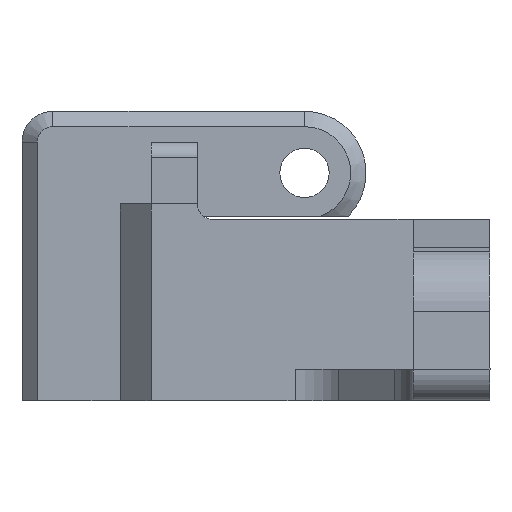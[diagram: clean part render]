
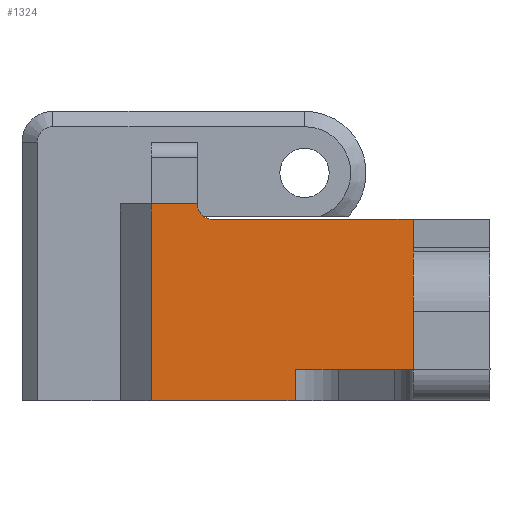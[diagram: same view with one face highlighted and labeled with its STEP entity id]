
A CAD part, left-side view. The second image highlights one B-rep face of the part: STEP entity #1324.
In plain terms, the highlighted planar face has unit normal (-1, 0, 0).
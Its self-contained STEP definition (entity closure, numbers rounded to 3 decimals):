
#49=PLANE('',#1445);
#107=FACE_OUTER_BOUND('',#187,.T.);
#187=EDGE_LOOP('',(#1068,#1069,#1070,#1071,#1072,#1073,#1074,#1075,#1076));
#240=LINE('',#1928,#382);
#269=LINE('',#2020,#411);
#284=LINE('',#2057,#426);
#294=LINE('',#2085,#436);
#307=LINE('',#2119,#449);
#308=LINE('',#2122,#450);
#309=LINE('',#2125,#451);
#310=LINE('',#2126,#452);
#382=VECTOR('',#1535,10.);
#411=VECTOR('',#1612,10.);
#426=VECTOR('',#1641,10.);
#436=VECTOR('',#1671,10.);
#449=VECTOR('',#1710,10.);
#450=VECTOR('',#1713,10.);
#451=VECTOR('',#1716,10.);
#452=VECTOR('',#1717,10.);
#547=CIRCLE('',#1446,1.);
#579=VERTEX_POINT('',#1925);
#580=VERTEX_POINT('',#1927);
#615=VERTEX_POINT('',#2017);
#616=VERTEX_POINT('',#2019);
#630=VERTEX_POINT('',#2054);
#631=VERTEX_POINT('',#2056);
#639=VERTEX_POINT('',#2083);
#648=VERTEX_POINT('',#2121);
#649=VERTEX_POINT('',#2124);
#709=EDGE_CURVE('',#580,#579,#240,.T.);
#754=EDGE_CURVE('',#615,#616,#269,.T.);
#772=EDGE_CURVE('',#631,#630,#284,.T.);
#787=EDGE_CURVE('',#639,#579,#294,.T.);
#804=EDGE_CURVE('',#639,#631,#307,.T.);
#805=EDGE_CURVE('',#630,#648,#308,.T.);
#806=EDGE_CURVE('',#616,#648,#547,.T.);
#807=EDGE_CURVE('',#649,#615,#309,.F.);
#808=EDGE_CURVE('',#649,#580,#310,.T.);
#1068=ORIENTED_EDGE('',*,*,#787,.F.);
#1069=ORIENTED_EDGE('',*,*,#804,.T.);
#1070=ORIENTED_EDGE('',*,*,#772,.T.);
#1071=ORIENTED_EDGE('',*,*,#805,.T.);
#1072=ORIENTED_EDGE('',*,*,#806,.F.);
#1073=ORIENTED_EDGE('',*,*,#754,.F.);
#1074=ORIENTED_EDGE('',*,*,#807,.F.);
#1075=ORIENTED_EDGE('',*,*,#808,.T.);
#1076=ORIENTED_EDGE('',*,*,#709,.T.);
#1324=ADVANCED_FACE('',(#107),#49,.T.);
#1445=AXIS2_PLACEMENT_3D('',#2120,#1711,#1712);
#1446=AXIS2_PLACEMENT_3D('',#2123,#1714,#1715);
#1535=DIRECTION('',(0.,-1.,0.));
#1612=DIRECTION('',(0.,0.,-1.));
#1641=DIRECTION('',(0.,0.,1.));
#1671=DIRECTION('',(0.,0.,-1.));
#1710=DIRECTION('',(0.,-1.,0.));
#1711=DIRECTION('center_axis',(-1.,0.,0.));
#1712=DIRECTION('ref_axis',(0.,-1.,0.));
#1713=DIRECTION('',(0.,1.,0.));
#1714=DIRECTION('center_axis',(-1.,0.,0.));
#1715=DIRECTION('ref_axis',(0.,0.707,-0.707));
#1716=DIRECTION('',(0.,1.,0.));
#1717=DIRECTION('',(0.,0.,-1.));
#1925=CARTESIAN_POINT('',(-29.322,-49.254,20.421));
#1927=CARTESIAN_POINT('',(-29.322,-39.904,20.421));
#1928=CARTESIAN_POINT('',(-29.322,-51.026,20.421));
#2017=CARTESIAN_POINT('',(-29.322,-42.904,33.2));
#2019=CARTESIAN_POINT('',(-29.322,-42.904,33.2));
#2020=CARTESIAN_POINT('',(-29.322,-42.904,26.01));
#2054=CARTESIAN_POINT('',(-29.322,-56.917,32.2));
#2056=CARTESIAN_POINT('',(-29.322,-56.917,22.47));
#2057=CARTESIAN_POINT('',(-29.322,-56.917,30.523));
#2083=CARTESIAN_POINT('',(-29.322,-49.254,22.47));
#2085=CARTESIAN_POINT('',(-29.322,-49.254,21.36));
#2119=CARTESIAN_POINT('',(-29.322,-43.311,22.47));
#2120=CARTESIAN_POINT('Origin',(-29.322,-39.904,22.2));
#2121=CARTESIAN_POINT('',(-29.322,-43.904,32.2));
#2122=CARTESIAN_POINT('',(-29.322,-43.311,32.2));
#2123=CARTESIAN_POINT('Origin',(-29.322,-43.904,33.2));
#2124=CARTESIAN_POINT('',(-29.322,-39.904,33.2));
#2125=CARTESIAN_POINT('',(-29.322,-43.311,33.2));
#2126=CARTESIAN_POINT('',(-29.322,-39.904,22.2));
